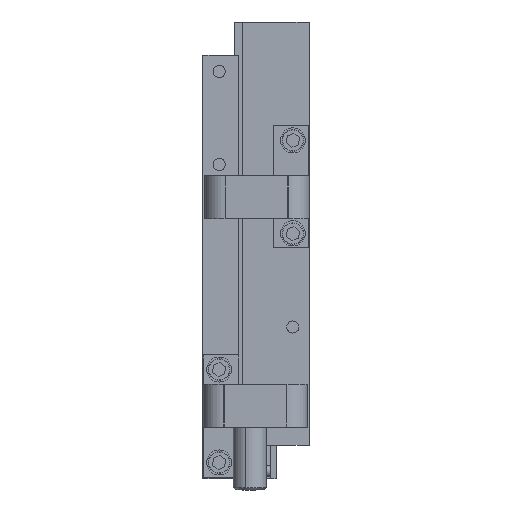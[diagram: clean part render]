
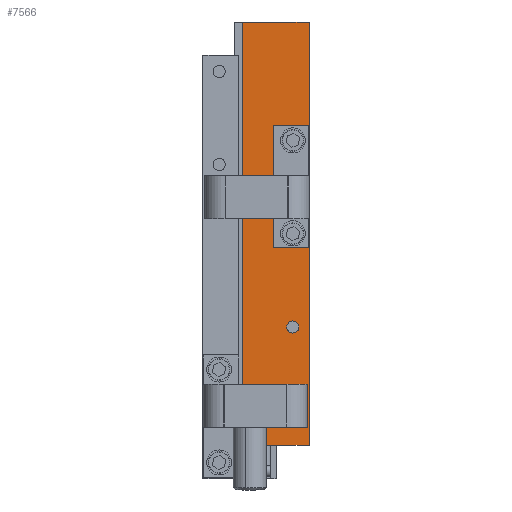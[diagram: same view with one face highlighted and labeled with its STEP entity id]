
A CAD part, left-side view. The second image highlights one B-rep face of the part: STEP entity #7566.
In plain terms, the highlighted planar face has unit normal (-1, 0, 0).
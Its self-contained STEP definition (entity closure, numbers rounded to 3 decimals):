
#187 = DIRECTION ( 'NONE',  ( 0., 0., -1. ) ) ;
#446 = EDGE_CURVE ( 'NONE', #13074, #775, #15110, .T. ) ;
#637 = VERTEX_POINT ( 'NONE', #3489 ) ;
#702 = DIRECTION ( 'NONE',  ( 0., 0., -1. ) ) ;
#775 = VERTEX_POINT ( 'NONE', #9692 ) ;
#824 = ORIENTED_EDGE ( 'NONE', *, *, #5658, .F. ) ;
#897 = EDGE_CURVE ( 'NONE', #17992, #13341, #1352, .T. ) ;
#1064 = EDGE_LOOP ( 'NONE', ( #12336, #2999, #12011, #8276 ) ) ;
#1069 = EDGE_CURVE ( 'NONE', #15755, #637, #2934, .T. ) ;
#1352 = LINE ( 'NONE', #14041, #4121 ) ;
#1578 = ORIENTED_EDGE ( 'NONE', *, *, #446, .F. ) ;
#2062 = EDGE_CURVE ( 'NONE', #11781, #13341, #8027, .T. ) ;
#2878 = DIRECTION ( 'NONE',  ( 1., 0., 0. ) ) ;
#2934 = CIRCLE ( 'NONE', #5310, 1.45 ) ;
#2999 = ORIENTED_EDGE ( 'NONE', *, *, #897, .F. ) ;
#3029 = DIRECTION ( 'NONE',  ( 0., 0., 1. ) ) ;
#3154 = FACE_BOUND ( 'NONE', #3255, .T. ) ;
#3255 = EDGE_LOOP ( 'NONE', ( #15101, #824 ) ) ;
#3290 = CARTESIAN_POINT ( 'NONE',  ( 0., 3.9, 28.4 ) ) ;
#3489 = CARTESIAN_POINT ( 'NONE',  ( 0., 3.9, 26.95 ) ) ;
#3528 = DIRECTION ( 'NONE',  ( -1., 0., 0. ) ) ;
#3619 = CARTESIAN_POINT ( 'NONE',  ( 0., 3.9, 28.4 ) ) ;
#3722 = CIRCLE ( 'NONE', #15251, 1.45 ) ;
#3893 = VERTEX_POINT ( 'NONE', #12522 ) ;
#3976 = CARTESIAN_POINT ( 'NONE',  ( 0., 3.9, 71.75 ) ) ;
#4121 = VECTOR ( 'NONE', #8395, 1000. ) ;
#4145 = CARTESIAN_POINT ( 'NONE',  ( 0., 3.9, 50.8 ) ) ;
#4628 = CIRCLE ( 'NONE', #14964, 1.45 ) ;
#4675 = VECTOR ( 'NONE', #8509, 1000. ) ;
#4788 = DIRECTION ( 'NONE',  ( -1., 0., 0. ) ) ;
#4870 = DIRECTION ( 'NONE',  ( 0., 0., 1. ) ) ;
#5310 = AXIS2_PLACEMENT_3D ( 'NONE', #3290, #4788, #4870 ) ;
#5658 = EDGE_CURVE ( 'NONE', #637, #15755, #13460, .T. ) ;
#5745 = ORIENTED_EDGE ( 'NONE', *, *, #17266, .F. ) ;
#5849 = CARTESIAN_POINT ( 'NONE',  ( 0., 0., 101.6 ) ) ;
#6092 = AXIS2_PLACEMENT_3D ( 'NONE', #5849, #2878, #187 ) ;
#6360 = CARTESIAN_POINT ( 'NONE',  ( 0., 16., 101.6 ) ) ;
#7500 = CARTESIAN_POINT ( 'NONE',  ( 0., 0., 0. ) ) ;
#7566 = ADVANCED_FACE ( 'NONE', ( #12885, #15474, #17048, #3154 ), #11416, .F. ) ;
#7704 = CIRCLE ( 'NONE', #11845, 1.45 ) ;
#8027 = LINE ( 'NONE', #8293, #13878 ) ;
#8221 = EDGE_LOOP ( 'NONE', ( #12387, #1578 ) ) ;
#8276 = ORIENTED_EDGE ( 'NONE', *, *, #10111, .T. ) ;
#8293 = CARTESIAN_POINT ( 'NONE',  ( 0., 0., 0. ) ) ;
#8395 = DIRECTION ( 'NONE',  ( 0., 0., -1. ) ) ;
#8416 = CARTESIAN_POINT ( 'NONE',  ( 0., 0., 101.6 ) ) ;
#8509 = DIRECTION ( 'NONE',  ( 0., -1., 0. ) ) ;
#8693 = CARTESIAN_POINT ( 'NONE',  ( 0., 3.9, 50.8 ) ) ;
#9007 = DIRECTION ( 'NONE',  ( 0., 0., 1. ) ) ;
#9550 = DIRECTION ( 'NONE',  ( -1., 0., 0. ) ) ;
#9692 = CARTESIAN_POINT ( 'NONE',  ( 0., 3.9, 52.25 ) ) ;
#9808 = DIRECTION ( 'NONE',  ( -1., 0., 0. ) ) ;
#10111 = EDGE_CURVE ( 'NONE', #18200, #11781, #13123, .T. ) ;
#10594 = EDGE_LOOP ( 'NONE', ( #5745, #11988 ) ) ;
#11296 = DIRECTION ( 'NONE',  ( -1., 0., 0. ) ) ;
#11416 = PLANE ( 'NONE',  #6092 ) ;
#11653 = LINE ( 'NONE', #8416, #4675 ) ;
#11781 = VERTEX_POINT ( 'NONE', #18054 ) ;
#11845 = AXIS2_PLACEMENT_3D ( 'NONE', #12507, #9550, #16668 ) ;
#11886 = EDGE_CURVE ( 'NONE', #18200, #17992, #11653, .T. ) ;
#11988 = ORIENTED_EDGE ( 'NONE', *, *, #18302, .F. ) ;
#12011 = ORIENTED_EDGE ( 'NONE', *, *, #11886, .F. ) ;
#12277 = CARTESIAN_POINT ( 'NONE',  ( 0., 3.9, 73.2 ) ) ;
#12336 = ORIENTED_EDGE ( 'NONE', *, *, #2062, .T. ) ;
#12387 = ORIENTED_EDGE ( 'NONE', *, *, #17054, .F. ) ;
#12507 = CARTESIAN_POINT ( 'NONE',  ( 0., 3.9, 73.2 ) ) ;
#12522 = CARTESIAN_POINT ( 'NONE',  ( 0., 3.9, 74.65 ) ) ;
#12885 = FACE_BOUND ( 'NONE', #8221, .T. ) ;
#12932 = CARTESIAN_POINT ( 'NONE',  ( 0., 3.9, 29.85 ) ) ;
#13074 = VERTEX_POINT ( 'NONE', #14811 ) ;
#13123 = LINE ( 'NONE', #6360, #13874 ) ;
#13176 = CARTESIAN_POINT ( 'NONE',  ( 0., 0., 101.6 ) ) ;
#13341 = VERTEX_POINT ( 'NONE', #7500 ) ;
#13460 = CIRCLE ( 'NONE', #18194, 1.45 ) ;
#13874 = VECTOR ( 'NONE', #702, 1000. ) ;
#13878 = VECTOR ( 'NONE', #16698, 1000. ) ;
#14041 = CARTESIAN_POINT ( 'NONE',  ( 0., 0., 101.6 ) ) ;
#14811 = CARTESIAN_POINT ( 'NONE',  ( 0., 3.9, 49.35 ) ) ;
#14964 = AXIS2_PLACEMENT_3D ( 'NONE', #12277, #17754, #16264 ) ;
#15101 = ORIENTED_EDGE ( 'NONE', *, *, #1069, .F. ) ;
#15110 = CIRCLE ( 'NONE', #16007, 1.45 ) ;
#15251 = AXIS2_PLACEMENT_3D ( 'NONE', #4145, #9808, #15439 ) ;
#15439 = DIRECTION ( 'NONE',  ( 0., 0., 1. ) ) ;
#15474 = FACE_BOUND ( 'NONE', #10594, .T. ) ;
#15755 = VERTEX_POINT ( 'NONE', #12932 ) ;
#16007 = AXIS2_PLACEMENT_3D ( 'NONE', #8693, #11296, #3029 ) ;
#16264 = DIRECTION ( 'NONE',  ( 0., 0., 1. ) ) ;
#16314 = CARTESIAN_POINT ( 'NONE',  ( 0., 16., 101.6 ) ) ;
#16421 = VERTEX_POINT ( 'NONE', #3976 ) ;
#16668 = DIRECTION ( 'NONE',  ( 0., 0., 1. ) ) ;
#16698 = DIRECTION ( 'NONE',  ( 0., -1., 0. ) ) ;
#17048 = FACE_OUTER_BOUND ( 'NONE', #1064, .T. ) ;
#17054 = EDGE_CURVE ( 'NONE', #775, #13074, #3722, .T. ) ;
#17266 = EDGE_CURVE ( 'NONE', #3893, #16421, #4628, .T. ) ;
#17754 = DIRECTION ( 'NONE',  ( -1., 0., 0. ) ) ;
#17992 = VERTEX_POINT ( 'NONE', #13176 ) ;
#18054 = CARTESIAN_POINT ( 'NONE',  ( 0., 16., 0. ) ) ;
#18194 = AXIS2_PLACEMENT_3D ( 'NONE', #3619, #3528, #9007 ) ;
#18200 = VERTEX_POINT ( 'NONE', #16314 ) ;
#18302 = EDGE_CURVE ( 'NONE', #16421, #3893, #7704, .T. ) ;
